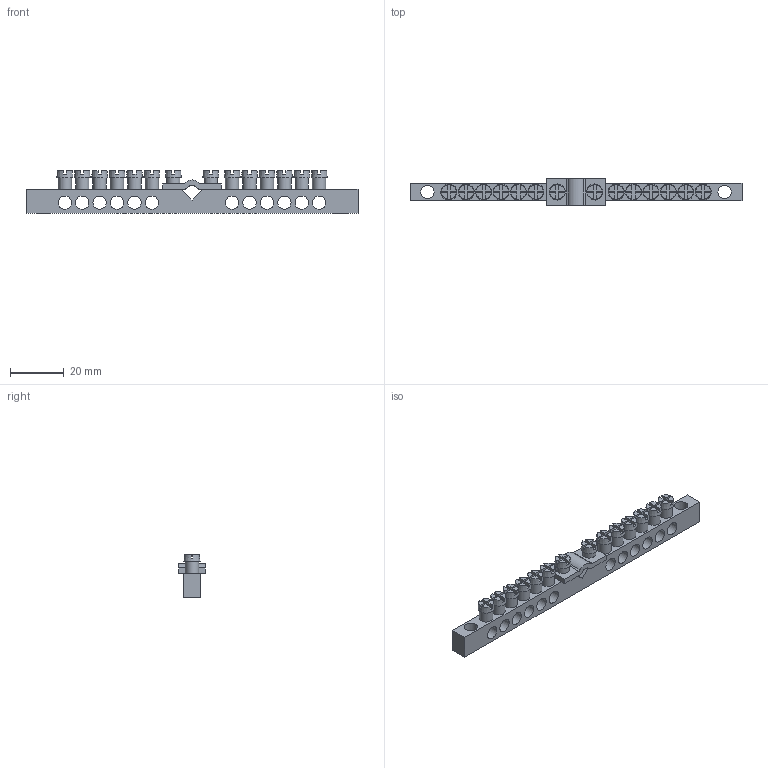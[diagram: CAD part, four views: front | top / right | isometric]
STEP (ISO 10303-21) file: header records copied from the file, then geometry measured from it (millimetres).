
FILE_DESCRIPTION(/* description */ ('STEP AP214'),/* implementation_level */ '2;1');
FILE_NAME(/* name */ '01927',/* time_stamp */ '2024-11-11T16:56:47+01:00',/* author */ ('License CC BY-ND 4.0'),/* organization */ ('CADENAS'),/* preprocessor_version */ 'ST-DEVELOPER v19.3',/* originating_system */ 'PARTsolutions',/* authorisation */ ' ');
FILE_SCHEMA (('AUTOMOTIVE_DESIGN {1 0 10303 214 3 1 1}'));
Length unit declared in the file: millimetre
Products named in the file (1): 01927
Bounding box: 124 x 10 x 16 mm (x, y, z)
Volume: 7629.6 mm3; surface area: 7340.9 mm2
Topology: 1 solids, 1 shells, 261 faces, 709 edges, 476 vertices
Faces by surface type: plane 213, cylinder 34, cone 14
Full cylindrical faces by diameter (mm): 5 x28
Entity records: 9819 total; most frequent: CARTESIAN_POINT 1685, ORIENTED_EDGE 1278, DIRECTION 1245, EDGE_CURVE 639, AXIS2_PLACEMENT_3D 456, VERTEX_POINT 448, EDGE_LOOP 359, FACE_BOUND 359
